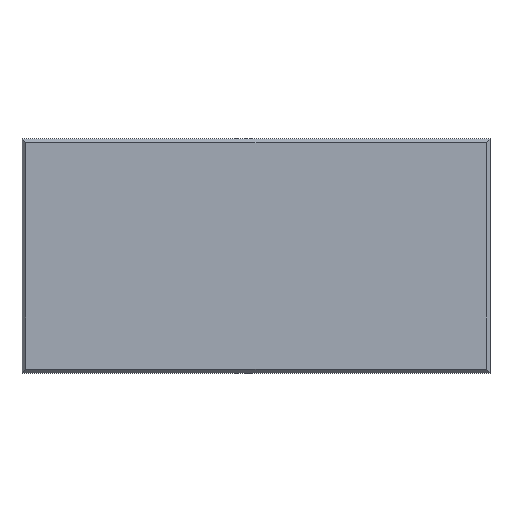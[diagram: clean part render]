
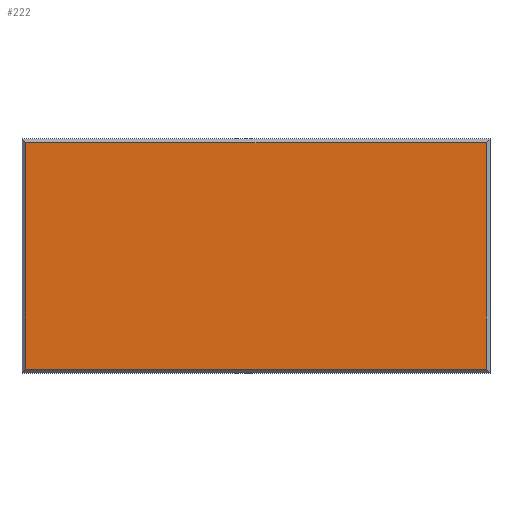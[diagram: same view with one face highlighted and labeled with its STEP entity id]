
A CAD part, top view. The second image highlights one B-rep face of the part: STEP entity #222.
In plain terms, the highlighted planar face has unit normal (0, 0, 1).
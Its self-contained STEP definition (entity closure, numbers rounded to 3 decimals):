
#36=ORIENTED_EDGE('',*,*,#88,.T.);
#37=ORIENTED_EDGE('',*,*,#89,.T.);
#38=ORIENTED_EDGE('',*,*,#90,.T.);
#39=ORIENTED_EDGE('',*,*,#91,.T.);
#88=EDGE_CURVE('',#112,#113,#132,.T.);
#89=EDGE_CURVE('',#113,#114,#133,.T.);
#90=EDGE_CURVE('',#114,#115,#134,.T.);
#91=EDGE_CURVE('',#115,#112,#135,.T.);
#112=VERTEX_POINT('',#344);
#113=VERTEX_POINT('',#345);
#114=VERTEX_POINT('',#347);
#115=VERTEX_POINT('',#349);
#132=LINE('',#343,#160);
#133=LINE('',#346,#161);
#134=LINE('',#348,#162);
#135=LINE('',#350,#163);
#160=VECTOR('',#283,1000.);
#161=VECTOR('',#284,1000.);
#162=VECTOR('',#285,1000.);
#163=VECTOR('',#286,1000.);
#180=EDGE_LOOP('',(#36,#37,#38,#39));
#194=FACE_BOUND('',#180,.T.);
#208=PLANE('',#249);
#222=ADVANCED_FACE('',(#194),#208,.T.);
#249=AXIS2_PLACEMENT_3D('',#342,#281,#282);
#281=DIRECTION('',(0.,0.,1.));
#282=DIRECTION('',(1.,0.,0.));
#283=DIRECTION('',(-1.,0.,0.));
#284=DIRECTION('',(0.,-1.,0.));
#285=DIRECTION('',(1.,0.,0.));
#286=DIRECTION('',(0.,1.,0.));
#342=CARTESIAN_POINT('',(0.,0.,80.));
#343=CARTESIAN_POINT('',(-300.,145.,80.));
#344=CARTESIAN_POINT('',(295.,145.,80.));
#345=CARTESIAN_POINT('',(-295.,145.,80.));
#346=CARTESIAN_POINT('',(-295.,-150.,80.));
#347=CARTESIAN_POINT('',(-295.,-145.,80.));
#348=CARTESIAN_POINT('',(300.,-145.,80.));
#349=CARTESIAN_POINT('',(295.,-145.,80.));
#350=CARTESIAN_POINT('',(295.,150.,80.));
